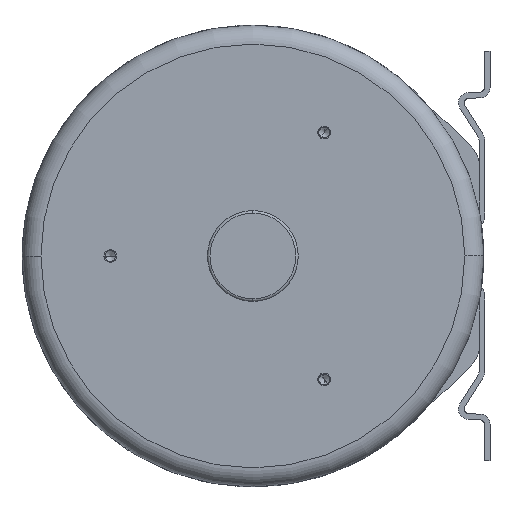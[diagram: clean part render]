
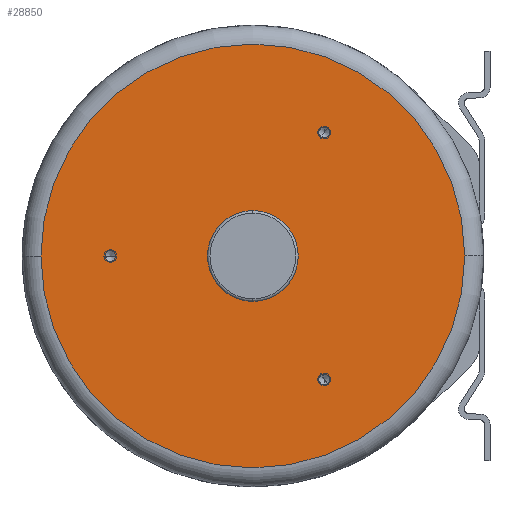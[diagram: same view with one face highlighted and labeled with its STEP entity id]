
A CAD part, left-side view. The second image highlights one B-rep face of the part: STEP entity #28850.
In plain terms, the highlighted planar face has unit normal (-1, 0, 0).
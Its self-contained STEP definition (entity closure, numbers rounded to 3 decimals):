
#11387=CARTESIAN_POINT('',(-92.,0.,0.));
#11388=DIRECTION('',(-1.,0.,0.));
#11389=DIRECTION('',(0.,0.,1.));
#11390=AXIS2_PLACEMENT_3D('',#11387,#11388,#11389);
#11392=CARTESIAN_POINT('',(-92.,0.,0.));
#11393=DIRECTION('',(-1.,0.,0.));
#11394=DIRECTION('',(0.,0.,-1.));
#11395=AXIS2_PLACEMENT_3D('',#11392,#11393,#11394);
#11397=CARTESIAN_POINT('',(-92.,113.,0.));
#11398=DIRECTION('',(-1.,0.,0.));
#11399=DIRECTION('',(0.,1.,0.));
#11400=AXIS2_PLACEMENT_3D('',#11397,#11398,#11399);
#11402=CARTESIAN_POINT('',(-92.,113.,0.));
#11403=DIRECTION('',(-1.,0.,0.));
#11404=DIRECTION('',(0.,-1.,0.));
#11405=AXIS2_PLACEMENT_3D('',#11402,#11403,#11404);
#11407=CARTESIAN_POINT('',(-92.,-56.5,97.861));
#11408=DIRECTION('',(-1.,0.,0.));
#11409=DIRECTION('',(0.,-0.5,0.866));
#11410=AXIS2_PLACEMENT_3D('',#11407,#11408,#11409);
#11412=CARTESIAN_POINT('',(-92.,-56.5,97.861));
#11413=DIRECTION('',(-1.,0.,0.));
#11414=DIRECTION('',(0.,0.5,-0.866));
#11415=AXIS2_PLACEMENT_3D('',#11412,#11413,#11414);
#11417=CARTESIAN_POINT('',(-92.,-56.5,-97.861));
#11418=DIRECTION('',(-1.,0.,0.));
#11419=DIRECTION('',(0.,-0.5,-0.866));
#11420=AXIS2_PLACEMENT_3D('',#11417,#11418,#11419);
#11422=CARTESIAN_POINT('',(-92.,-56.5,-97.861));
#11423=DIRECTION('',(-1.,0.,0.));
#11424=DIRECTION('',(0.,0.5,0.866));
#11425=AXIS2_PLACEMENT_3D('',#11422,#11423,#11424);
#11427=CARTESIAN_POINT('',(-92.,0.,0.));
#11428=DIRECTION('',(-1.,0.,0.));
#11429=DIRECTION('',(0.,1.,0.));
#11430=AXIS2_PLACEMENT_3D('',#11427,#11428,#11429);
#11432=CARTESIAN_POINT('',(-92.,0.,0.));
#11433=DIRECTION('',(-1.,0.,0.));
#11434=DIRECTION('',(0.,-1.,0.));
#11435=AXIS2_PLACEMENT_3D('',#11432,#11433,#11434);
#13116=CARTESIAN_POINT('',(-92.,117.25,0.));
#13117=CARTESIAN_POINT('',(-92.,108.75,0.));
#13118=VERTEX_POINT('',#13116);
#13119=VERTEX_POINT('',#13117);
#13126=CARTESIAN_POINT('',(-92.,-58.625,101.541));
#13127=CARTESIAN_POINT('',(-92.,-54.375,94.18));
#13128=VERTEX_POINT('',#13126);
#13129=VERTEX_POINT('',#13127);
#13136=CARTESIAN_POINT('',(-92.,-58.625,-101.541));
#13137=CARTESIAN_POINT('',(-92.,-54.375,-94.18));
#13138=VERTEX_POINT('',#13136);
#13139=VERTEX_POINT('',#13137);
#13150=CARTESIAN_POINT('',(-92.,0.,36.));
#13151=CARTESIAN_POINT('',(-92.,0.,-36.));
#13152=VERTEX_POINT('',#13150);
#13153=VERTEX_POINT('',#13151);
#13636=CARTESIAN_POINT('',(-92.,168.,0.));
#13637=CARTESIAN_POINT('',(-92.,-168.,0.));
#13638=VERTEX_POINT('',#13636);
#13639=VERTEX_POINT('',#13637);
#28816=CARTESIAN_POINT('',(-92.,0.,0.));
#28817=DIRECTION('',(1.,0.,0.));
#28818=DIRECTION('',(0.,-1.,0.));
#28819=AXIS2_PLACEMENT_3D('',#28816,#28817,#28818);
#28820=PLANE('',#28819);
#28822=ORIENTED_EDGE('',*,*,#28821,.F.);
#28823=ORIENTED_EDGE('',*,*,#28806,.F.);
#28824=EDGE_LOOP('',(#28822,#28823));
#28825=FACE_OUTER_BOUND('',#28824,.F.);
#28827=ORIENTED_EDGE('',*,*,#28826,.T.);
#28829=ORIENTED_EDGE('',*,*,#28828,.T.);
#28830=EDGE_LOOP('',(#28827,#28829));
#28831=FACE_BOUND('',#28830,.F.);
#28833=ORIENTED_EDGE('',*,*,#28832,.T.);
#28835=ORIENTED_EDGE('',*,*,#28834,.T.);
#28836=EDGE_LOOP('',(#28833,#28835));
#28837=FACE_BOUND('',#28836,.F.);
#28839=ORIENTED_EDGE('',*,*,#28838,.T.);
#28841=ORIENTED_EDGE('',*,*,#28840,.T.);
#28842=EDGE_LOOP('',(#28839,#28841));
#28843=FACE_BOUND('',#28842,.F.);
#28845=ORIENTED_EDGE('',*,*,#28844,.T.);
#28847=ORIENTED_EDGE('',*,*,#28846,.T.);
#28848=EDGE_LOOP('',(#28845,#28847));
#28849=FACE_BOUND('',#28848,.F.);
#28850=ADVANCED_FACE('',(#28825,#28831,#28837,#28843,#28849),#28820,.F.);
#11391=CIRCLE('',#11390,36.);
#11396=CIRCLE('',#11395,36.);
#11401=CIRCLE('',#11400,4.25);
#11406=CIRCLE('',#11405,4.25);
#11411=CIRCLE('',#11410,4.25);
#11416=CIRCLE('',#11415,4.25);
#11421=CIRCLE('',#11420,4.25);
#11426=CIRCLE('',#11425,4.25);
#11431=CIRCLE('',#11430,168.);
#11436=CIRCLE('',#11435,168.);
#28806=EDGE_CURVE('',#13639,#13638,#11436,.T.);
#28821=EDGE_CURVE('',#13638,#13639,#11431,.T.);
#28826=EDGE_CURVE('',#13152,#13153,#11391,.T.);
#28828=EDGE_CURVE('',#13153,#13152,#11396,.T.);
#28832=EDGE_CURVE('',#13118,#13119,#11401,.T.);
#28834=EDGE_CURVE('',#13119,#13118,#11406,.T.);
#28838=EDGE_CURVE('',#13128,#13129,#11411,.T.);
#28840=EDGE_CURVE('',#13129,#13128,#11416,.T.);
#28844=EDGE_CURVE('',#13138,#13139,#11421,.T.);
#28846=EDGE_CURVE('',#13139,#13138,#11426,.T.);
